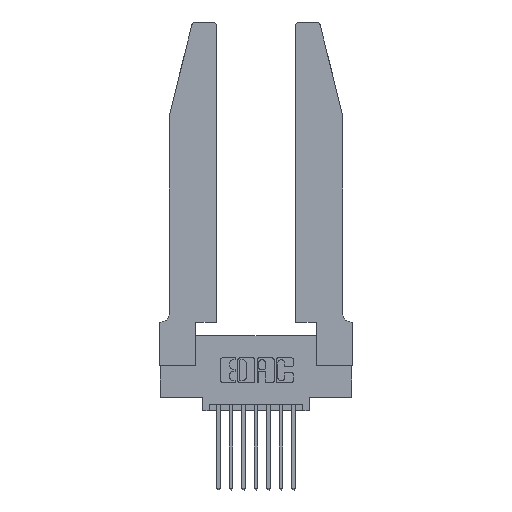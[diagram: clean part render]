
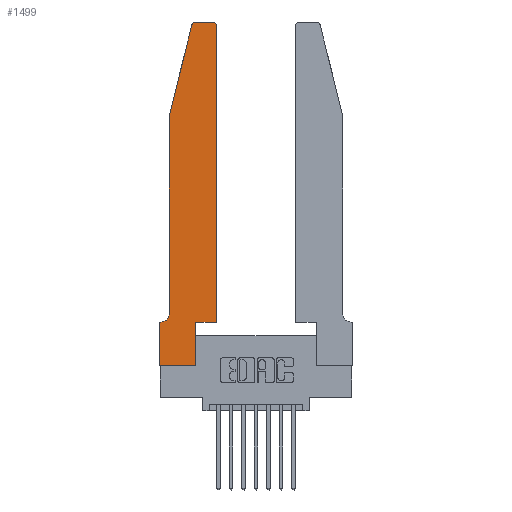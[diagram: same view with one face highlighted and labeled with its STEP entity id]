
A CAD part, top view. The second image highlights one B-rep face of the part: STEP entity #1499.
In plain terms, the highlighted planar face has unit normal (0, 0, 1).
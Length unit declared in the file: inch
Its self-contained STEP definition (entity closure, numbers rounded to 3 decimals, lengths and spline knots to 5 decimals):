
#153 = DIRECTION ( 'NONE',  ( -1., 0., 0. ) ) ;
#244 = VECTOR ( 'NONE', #9806, 39.37008 ) ;
#367 = EDGE_CURVE ( 'NONE', #3268, #12840, #2021, .T. ) ;
#1247 = DIRECTION ( 'NONE',  ( 0., 0., 1. ) ) ;
#1286 = DIRECTION ( 'NONE',  ( 0., 1., 0. ) ) ;
#1499 = ADVANCED_FACE ( 'NONE', ( #13688 ), #8949, .T. ) ;
#1541 = CARTESIAN_POINT ( 'NONE',  ( 0.4505, 2.72, 0.37 ) ) ;
#1608 = DIRECTION ( 'NONE',  ( 0., -1., 0. ) ) ;
#1845 = VERTEX_POINT ( 'NONE', #2552 ) ;
#2021 = LINE ( 'NONE', #11298, #11057 ) ;
#2144 = CIRCLE ( 'NONE', #2564, 0.03 ) ;
#2420 = ORIENTED_EDGE ( 'NONE', *, *, #5769, .T. ) ;
#2552 = CARTESIAN_POINT ( 'NONE',  ( 0.0055, 0.35, 0.37 ) ) ;
#2564 = AXIS2_PLACEMENT_3D ( 'NONE', #8461, #1247, #9606 ) ;
#2603 = VECTOR ( 'NONE', #7273, 39.37008 ) ;
#2635 = AXIS2_PLACEMENT_3D ( 'NONE', #14178, #7394, #153 ) ;
#2796 = ORIENTED_EDGE ( 'NONE', *, *, #8895, .T. ) ;
#2880 = EDGE_CURVE ( 'NONE', #1845, #4430, #12264, .T. ) ;
#3016 = VERTEX_POINT ( 'NONE', #8533 ) ;
#3024 = VERTEX_POINT ( 'NONE', #9091 ) ;
#3268 = VERTEX_POINT ( 'NONE', #6333 ) ;
#3426 = LINE ( 'NONE', #13295, #12380 ) ;
#3486 = LINE ( 'NONE', #8648, #244 ) ;
#3523 = DIRECTION ( 'NONE',  ( 1., 0., 0. ) ) ;
#4210 = CARTESIAN_POINT ( 'NONE',  ( 0.0755, 2., 0.37 ) ) ;
#4238 = VECTOR ( 'NONE', #3523, 39.37008 ) ;
#4321 = CARTESIAN_POINT ( 'NONE',  ( 0.4505, 0.35, 0.37 ) ) ;
#4430 = VERTEX_POINT ( 'NONE', #8590 ) ;
#4730 = ORIENTED_EDGE ( 'NONE', *, *, #14276, .T. ) ;
#4858 = CIRCLE ( 'NONE', #2635, 0.07 ) ;
#4868 = VECTOR ( 'NONE', #1286, 39.37008 ) ;
#4962 = CARTESIAN_POINT ( 'NONE',  ( 0.4505, 0.35, 0.37 ) ) ;
#5078 = VERTEX_POINT ( 'NONE', #1541 ) ;
#5506 = CARTESIAN_POINT ( 'NONE',  ( 0.284, 2.72, 0.37 ) ) ;
#5679 = VERTEX_POINT ( 'NONE', #13409 ) ;
#5769 = EDGE_CURVE ( 'NONE', #9459, #3268, #9082, .T. ) ;
#6083 = CARTESIAN_POINT ( 'NONE',  ( 0.2865, 0.35, 0.37 ) ) ;
#6149 = VECTOR ( 'NONE', #10588, 39.37008 ) ;
#6333 = CARTESIAN_POINT ( 'NONE',  ( 0.25487, 2.72718, 0.37 ) ) ;
#6619 = CARTESIAN_POINT ( 'NONE',  ( 0.2865, 0.35, 0.37 ) ) ;
#6733 = DIRECTION ( 'NONE',  ( 1., 0., 0. ) ) ;
#7273 = DIRECTION ( 'NONE',  ( 0., 1., 0. ) ) ;
#7297 = VERTEX_POINT ( 'NONE', #8773 ) ;
#7327 = VERTEX_POINT ( 'NONE', #11043 ) ;
#7394 = DIRECTION ( 'NONE',  ( 0., 0., -1. ) ) ;
#7996 = VECTOR ( 'NONE', #14459, 39.37008 ) ;
#8461 = CARTESIAN_POINT ( 'NONE',  ( 0.4205, 2.72, 0.37 ) ) ;
#8533 = CARTESIAN_POINT ( 'NONE',  ( 0.4505, 0.35, 0.37 ) ) ;
#8590 = CARTESIAN_POINT ( 'NONE',  ( 0., 0.35, 0.37 ) ) ;
#8606 = LINE ( 'NONE', #6083, #2603 ) ;
#8614 = ORIENTED_EDGE ( 'NONE', *, *, #10432, .T. ) ;
#8648 = CARTESIAN_POINT ( 'NONE',  ( 0.2605, 2.75, 0.37 ) ) ;
#8773 = CARTESIAN_POINT ( 'NONE',  ( 0.0755, 0.42, 0.37 ) ) ;
#8853 = DIRECTION ( 'NONE',  ( 1., 0., 0. ) ) ;
#8871 = DIRECTION ( 'NONE',  ( 0., 0., 1. ) ) ;
#8888 = AXIS2_PLACEMENT_3D ( 'NONE', #5506, #13560, #6733 ) ;
#8895 = EDGE_CURVE ( 'NONE', #12840, #7297, #3426, .T. ) ;
#8949 = PLANE ( 'NONE',  #11511 ) ;
#8983 = ORIENTED_EDGE ( 'NONE', *, *, #12095, .T. ) ;
#8996 = CARTESIAN_POINT ( 'NONE',  ( 0., 0.35, 0.37 ) ) ;
#9049 = EDGE_CURVE ( 'NONE', #10144, #3016, #10613, .T. ) ;
#9082 = CIRCLE ( 'NONE', #8888, 0.03 ) ;
#9091 = CARTESIAN_POINT ( 'NONE',  ( 0.4205, 2.75, 0.37 ) ) ;
#9459 = VERTEX_POINT ( 'NONE', #9629 ) ;
#9606 = DIRECTION ( 'NONE',  ( 1., 0., 0. ) ) ;
#9629 = CARTESIAN_POINT ( 'NONE',  ( 0.284, 2.75, 0.37 ) ) ;
#9806 = DIRECTION ( 'NONE',  ( -1., 0., 0. ) ) ;
#10144 = VERTEX_POINT ( 'NONE', #6619 ) ;
#10432 = EDGE_CURVE ( 'NONE', #5679, #10144, #8606, .T. ) ;
#10580 = CARTESIAN_POINT ( 'NONE',  ( 0., 0., 0.37 ) ) ;
#10588 = DIRECTION ( 'NONE',  ( -1., 0., 0. ) ) ;
#10613 = LINE ( 'NONE', #4321, #10950 ) ;
#10666 = CARTESIAN_POINT ( 'NONE',  ( 0.0755, 0.35, 0.37 ) ) ;
#10950 = VECTOR ( 'NONE', #11312, 39.37008 ) ;
#10992 = EDGE_LOOP ( 'NONE', ( #14427, #2420, #14779, #2796, #15121, #12871, #13220, #4730, #8614, #11634, #8983, #11988 ) ) ;
#11043 = CARTESIAN_POINT ( 'NONE',  ( 0., 0., 0.37 ) ) ;
#11057 = VECTOR ( 'NONE', #11579, 39.37008 ) ;
#11059 = LINE ( 'NONE', #4962, #4868 ) ;
#11298 = CARTESIAN_POINT ( 'NONE',  ( 0.0755, 2., 0.37 ) ) ;
#11312 = DIRECTION ( 'NONE',  ( 1., 0., 0. ) ) ;
#11511 = AXIS2_PLACEMENT_3D ( 'NONE', #8996, #8871, #8853 ) ;
#11579 = DIRECTION ( 'NONE',  ( -0.239, -0.971, 0. ) ) ;
#11634 = ORIENTED_EDGE ( 'NONE', *, *, #9049, .T. ) ;
#11668 = EDGE_CURVE ( 'NONE', #7297, #1845, #4858, .T. ) ;
#11988 = ORIENTED_EDGE ( 'NONE', *, *, #14949, .T. ) ;
#12095 = EDGE_CURVE ( 'NONE', #3016, #5078, #11059, .T. ) ;
#12264 = LINE ( 'NONE', #10666, #6149 ) ;
#12380 = VECTOR ( 'NONE', #1608, 39.37008 ) ;
#12840 = VERTEX_POINT ( 'NONE', #4210 ) ;
#12871 = ORIENTED_EDGE ( 'NONE', *, *, #2880, .T. ) ;
#13116 = LINE ( 'NONE', #10580, #4238 ) ;
#13220 = ORIENTED_EDGE ( 'NONE', *, *, #13988, .T. ) ;
#13295 = CARTESIAN_POINT ( 'NONE',  ( 0.0755, 2., 0.37 ) ) ;
#13349 = CARTESIAN_POINT ( 'NONE',  ( 0., 0., 0.37 ) ) ;
#13409 = CARTESIAN_POINT ( 'NONE',  ( 0.2865, 0., 0.37 ) ) ;
#13560 = DIRECTION ( 'NONE',  ( 0., 0., 1. ) ) ;
#13688 = FACE_OUTER_BOUND ( 'NONE', #10992, .T. ) ;
#13892 = EDGE_CURVE ( 'NONE', #3024, #9459, #3486, .T. ) ;
#13988 = EDGE_CURVE ( 'NONE', #4430, #7327, #13997, .T. ) ;
#13997 = LINE ( 'NONE', #13349, #7996 ) ;
#14178 = CARTESIAN_POINT ( 'NONE',  ( 0.0055, 0.42, 0.37 ) ) ;
#14276 = EDGE_CURVE ( 'NONE', #7327, #5679, #13116, .T. ) ;
#14427 = ORIENTED_EDGE ( 'NONE', *, *, #13892, .T. ) ;
#14459 = DIRECTION ( 'NONE',  ( 0., -1., 0. ) ) ;
#14779 = ORIENTED_EDGE ( 'NONE', *, *, #367, .T. ) ;
#14949 = EDGE_CURVE ( 'NONE', #5078, #3024, #2144, .T. ) ;
#15121 = ORIENTED_EDGE ( 'NONE', *, *, #11668, .T. ) ;
